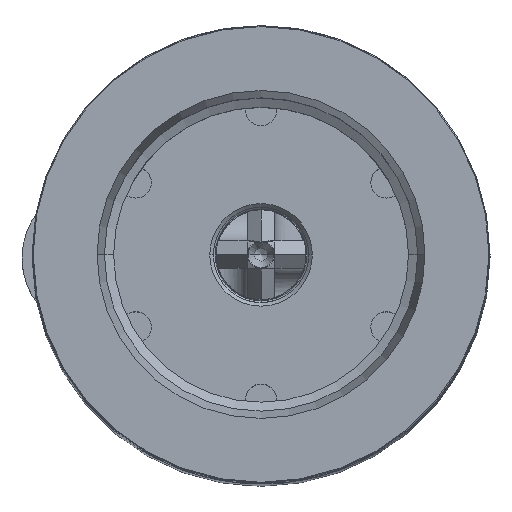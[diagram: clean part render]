
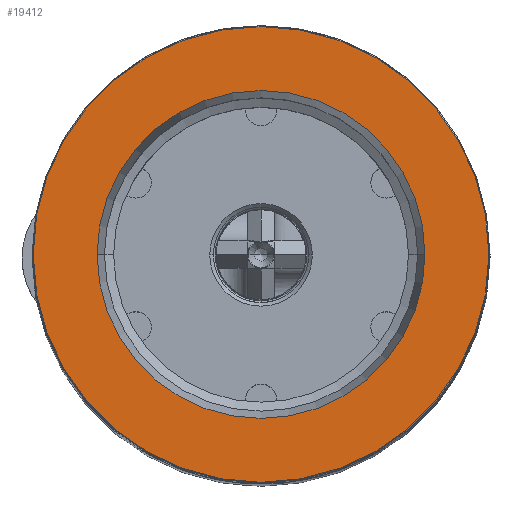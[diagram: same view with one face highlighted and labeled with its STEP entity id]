
A CAD part, top view. The second image highlights one B-rep face of the part: STEP entity #19412.
In plain terms, the highlighted planar face has unit normal (0, 0, 1).
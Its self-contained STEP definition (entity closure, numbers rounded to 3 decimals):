
#869 = DIRECTION ( 'NONE',  ( -1., 0., 0. ) ) ;
#3145 = EDGE_CURVE ( 'NONE', #18487, #6927, #26280, .T. ) ;
#5009 = CARTESIAN_POINT ( 'NONE',  ( 0., 0., 92.1 ) ) ;
#5467 = CIRCLE ( 'NONE', #39353, 8.95 ) ;
#6927 = VERTEX_POINT ( 'NONE', #45841 ) ;
#7471 = CIRCLE ( 'NONE', #20903, 8.95 ) ;
#7904 = CARTESIAN_POINT ( 'NONE',  ( 12.44, 0., 92.1 ) ) ;
#9134 = FACE_OUTER_BOUND ( 'NONE', #10067, .T. ) ;
#10067 = EDGE_LOOP ( 'NONE', ( #11644, #28359 ) ) ;
#11644 = ORIENTED_EDGE ( 'NONE', *, *, #3145, .T. ) ;
#12938 = DIRECTION ( 'NONE',  ( 0., 0., 1. ) ) ;
#14421 = CARTESIAN_POINT ( 'NONE',  ( 0., 0., 92.1 ) ) ;
#14714 = DIRECTION ( 'NONE',  ( 0., 0., 1. ) ) ;
#16361 = DIRECTION ( 'NONE',  ( -1., 0., 0. ) ) ;
#18487 = VERTEX_POINT ( 'NONE', #7904 ) ;
#19412 = ADVANCED_FACE ( 'NONE', ( #9134, #50796 ), #20612, .T. ) ;
#19868 = CARTESIAN_POINT ( 'NONE',  ( 8.95, 0., 92.1 ) ) ;
#20612 = PLANE ( 'NONE',  #27589 ) ;
#20903 = AXIS2_PLACEMENT_3D ( 'NONE', #5009, #22276, #48698 ) ;
#21988 = ORIENTED_EDGE ( 'NONE', *, *, #27145, .T. ) ;
#22276 = DIRECTION ( 'NONE',  ( 0., 0., -1. ) ) ;
#26280 = CIRCLE ( 'NONE', #48004, 12.44 ) ;
#27145 = EDGE_CURVE ( 'NONE', #48681, #40991, #7471, .T. ) ;
#27253 = AXIS2_PLACEMENT_3D ( 'NONE', #27456, #14714, #869 ) ;
#27400 = CARTESIAN_POINT ( 'NONE',  ( -8.95, 0., 92.1 ) ) ;
#27456 = CARTESIAN_POINT ( 'NONE',  ( 0., 0., 92.1 ) ) ;
#27589 = AXIS2_PLACEMENT_3D ( 'NONE', #33974, #38285, #16361 ) ;
#27845 = EDGE_CURVE ( 'NONE', #6927, #18487, #54624, .T. ) ;
#28359 = ORIENTED_EDGE ( 'NONE', *, *, #27845, .T. ) ;
#31715 = EDGE_CURVE ( 'NONE', #40991, #48681, #5467, .T. ) ;
#33974 = CARTESIAN_POINT ( 'NONE',  ( 0., 0., 92.1 ) ) ;
#36920 = DIRECTION ( 'NONE',  ( 1., 0., 0. ) ) ;
#38285 = DIRECTION ( 'NONE',  ( 0., 0., 1. ) ) ;
#39353 = AXIS2_PLACEMENT_3D ( 'NONE', #14421, #41376, #36920 ) ;
#40991 = VERTEX_POINT ( 'NONE', #27400 ) ;
#41376 = DIRECTION ( 'NONE',  ( 0., 0., -1. ) ) ;
#45423 = EDGE_LOOP ( 'NONE', ( #51034, #21988 ) ) ;
#45841 = CARTESIAN_POINT ( 'NONE',  ( -12.44, 0., 92.1 ) ) ;
#48004 = AXIS2_PLACEMENT_3D ( 'NONE', #48623, #12938, #53088 ) ;
#48623 = CARTESIAN_POINT ( 'NONE',  ( 0., 0., 92.1 ) ) ;
#48681 = VERTEX_POINT ( 'NONE', #19868 ) ;
#48698 = DIRECTION ( 'NONE',  ( 1., 0., 0. ) ) ;
#50796 = FACE_BOUND ( 'NONE', #45423, .T. ) ;
#51034 = ORIENTED_EDGE ( 'NONE', *, *, #31715, .T. ) ;
#53088 = DIRECTION ( 'NONE',  ( -1., 0., 0. ) ) ;
#54624 = CIRCLE ( 'NONE', #27253, 12.44 ) ;
